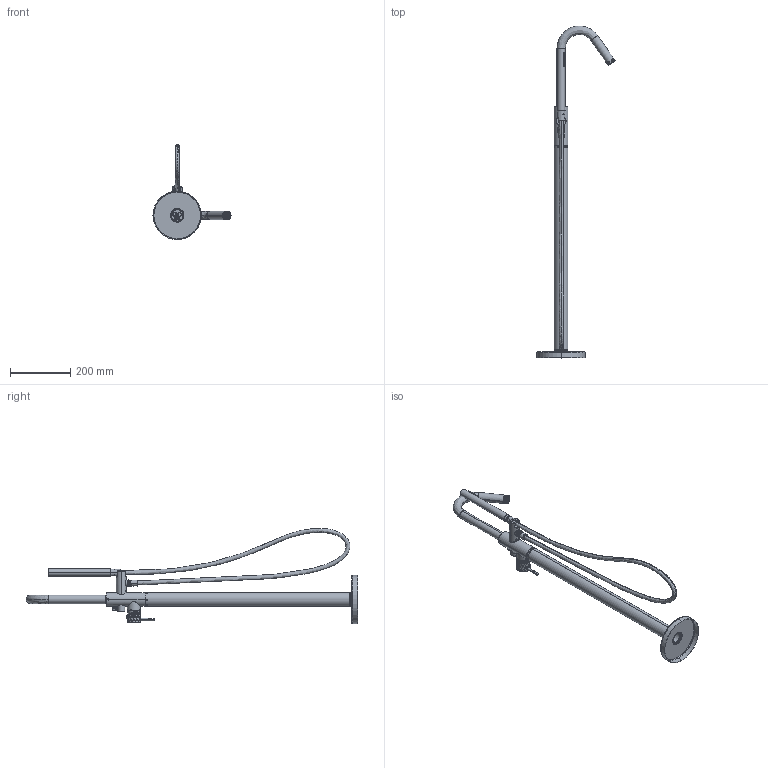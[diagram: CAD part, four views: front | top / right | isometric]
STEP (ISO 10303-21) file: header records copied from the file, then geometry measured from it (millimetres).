
FILE_DESCRIPTION (( 'STEP AP203' ), '1' );
FILE_NAME ('59CP07699.STEP', '2026-02-17T06:39:14', ( '' ), ( '' ), 'SwSTEP 2.0', 'SolidWorks 2025', '' );
FILE_SCHEMA (( 'CONFIG_CONTROL_DESIGN' ));
Length unit declared in the file: millimetre
Products named in the file (1): 59CP07699
Bounding box: 257.97 x 1097.6 x 314.61 mm (x, y, z)
Volume: 744973.4 mm3; surface area: 508732.5 mm2
Topology: 20 solids, 20 shells, 1308 faces, 3322 edges, 2156 vertices
Faces by surface type: cylinder 575, plane 338, cone 224, bspline 151, torus 12, sphere 8
Entity records: 74913 total; most frequent: CARTESIAN_POINT 45991, ORIENTED_EDGE 6552, DIRECTION 5199, EDGE_CURVE 3276, VERTEX_POINT 2150, AXIS2_PLACEMENT_3D 2002, EDGE_LOOP 1524, FACE_OUTER_BOUND 1308
